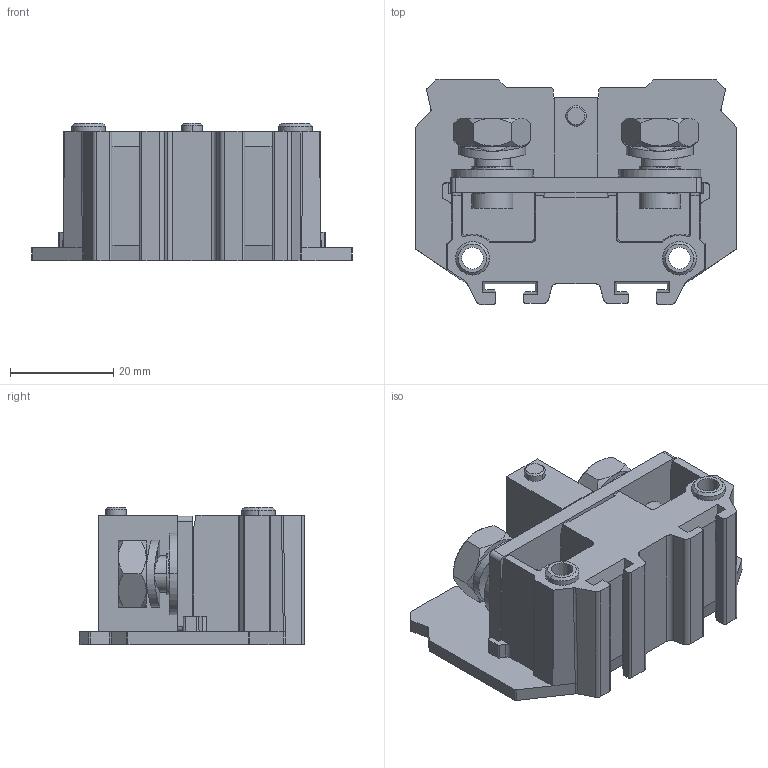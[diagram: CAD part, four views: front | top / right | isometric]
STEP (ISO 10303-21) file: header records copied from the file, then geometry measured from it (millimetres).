
FILE_DESCRIPTION((''),'2;1');
FILE_NAME('UTD-100I','2022-11-22T',('Administrator'),(''),'PRO/ENGINEER BY PARAMETRIC TECHNOLOGY CORPORATION, 2013230','PRO/ENGINEER BY PARAMETRIC TECHNOLOGY CORPORATION, 2013230','');
FILE_SCHEMA(('CONFIG_CONTROL_DESIGN'));
Length unit declared in the file: millimetre
Products named in the file (1): UTD-100I
Bounding box: 62 x 43.5 x 26.5 mm (x, y, z)
Volume: 27826.5 mm3; surface area: 15990.4 mm2
Topology: 1 solids, 1 shells, 342 faces, 920 edges, 592 vertices
Faces by surface type: plane 176, cylinder 112, cone 40, bspline 14
Entity records: 12820 total; most frequent: CARTESIAN_POINT 4514, ORIENTED_EDGE 1832, DIRECTION 1540, EDGE_CURVE 916, VERTEX_POINT 592, VECTOR 524, LINE 524, AXIS2_PLACEMENT_3D 508
